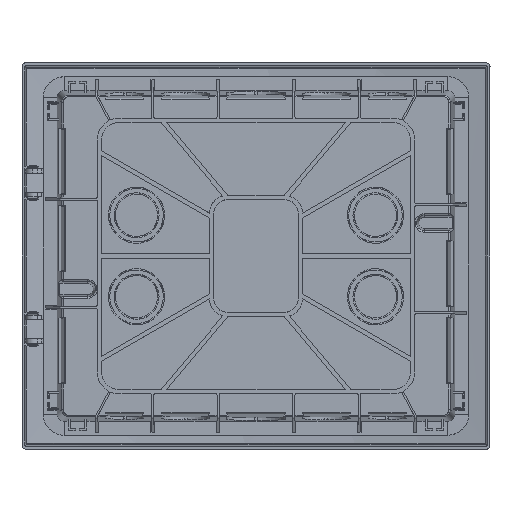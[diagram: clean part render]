
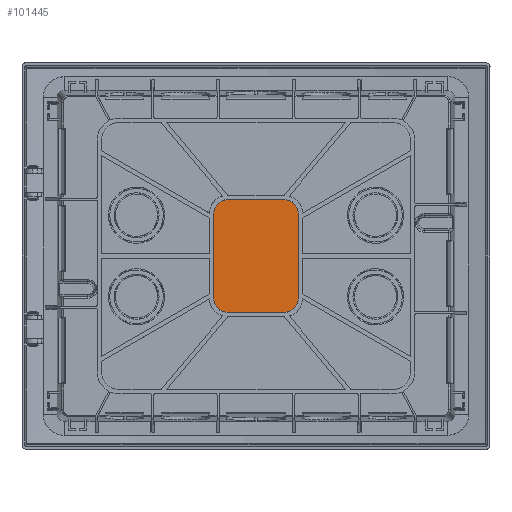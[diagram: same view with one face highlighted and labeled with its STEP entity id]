
A CAD part, front view. The second image highlights one B-rep face of the part: STEP entity #101445.
In plain terms, the highlighted planar face has unit normal (0, -1, 0).
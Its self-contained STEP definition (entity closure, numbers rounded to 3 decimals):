
#9991 = B_SPLINE_CURVE_WITH_KNOTS ( 'NONE', 3,
 ( #109588, #109583, #109519, #109592, #109594, #109596, #109598, #109599, #109601, #109603 ),
 .UNSPECIFIED., .F., .F.,
 ( 4, 2, 2, 2, 4 ),
 ( 0., 0.25, 0.5, 0.75, 1. ),
 .UNSPECIFIED. ) ;
#9995 = B_SPLINE_CURVE_WITH_KNOTS ( 'NONE', 3,
 ( #109568, #109563, #109561, #109570, #109571, #109573, #109575, #109576, #109578, #109580 ),
 .UNSPECIFIED., .F., .F.,
 ( 4, 2, 2, 2, 4 ),
 ( 0., 0.25, 0.5, 0.75, 1. ),
 .UNSPECIFIED. ) ;
#10002 = B_SPLINE_CURVE_WITH_KNOTS ( 'NONE', 3,
 ( #109545, #109541, #109538, #109547, #109549, #109550, #109552, #109554, #109555, #109557 ),
 .UNSPECIFIED., .F., .F.,
 ( 4, 2, 2, 2, 4 ),
 ( 0., 0.25, 0.5, 0.75, 1. ),
 .UNSPECIFIED. ) ;
#10004 = B_SPLINE_CURVE_WITH_KNOTS ( 'NONE', 3,
 ( #109520, #109513, #109509, #109524, #109525, #109527, #109529, #109531, #109532, #109534 ),
 .UNSPECIFIED., .F., .F.,
 ( 4, 2, 2, 2, 4 ),
 ( 0., 0.25, 0.5, 0.75, 1. ),
 .UNSPECIFIED. ) ;
#26097 = EDGE_CURVE ( 'NONE', #93045, #93048, #10004, .T. ) ;
#26098 = EDGE_CURVE ( 'NONE', #93049, #93045, #107263, .T. ) ;
#26099 = EDGE_CURVE ( 'NONE', #93055, #93049, #10002, .T. ) ;
#26100 = EDGE_CURVE ( 'NONE', #93055, #93061, #107259, .T. ) ;
#26101 = EDGE_CURVE ( 'NONE', #93053, #93061, #9995, .T. ) ;
#26102 = EDGE_CURVE ( 'NONE', #93053, #93064, #107268, .T. ) ;
#26103 = EDGE_CURVE ( 'NONE', #93059, #93064, #9991, .T. ) ;
#26104 = EDGE_CURVE ( 'NONE', #93048, #93059, #107276, .T. ) ;
#68285 = CARTESIAN_POINT ( 'NONE',  ( -20.5, -75.5, -40. ) ) ;
#68287 = CARTESIAN_POINT ( 'NONE',  ( -30., -75.5, -30.5 ) ) ;
#68289 = CARTESIAN_POINT ( 'NONE',  ( 20.5, -75.5, -40. ) ) ;
#68293 = CARTESIAN_POINT ( 'NONE',  ( 20.5, -75.5, 40. ) ) ;
#68295 = CARTESIAN_POINT ( 'NONE',  ( 30., -75.5, -30.5 ) ) ;
#68298 = CARTESIAN_POINT ( 'NONE',  ( -30., -75.5, 30.5 ) ) ;
#68300 = CARTESIAN_POINT ( 'NONE',  ( 30., -75.5, 30.5 ) ) ;
#68304 = CARTESIAN_POINT ( 'NONE',  ( -20.5, -75.5, 40. ) ) ;
#86905 = FACE_OUTER_BOUND ( 'NONE', #95324, .T. ) ;
#93045 = VERTEX_POINT ( 'NONE', #68285 ) ;
#93048 = VERTEX_POINT ( 'NONE', #68287 ) ;
#93049 = VERTEX_POINT ( 'NONE', #68289 ) ;
#93053 = VERTEX_POINT ( 'NONE', #68293 ) ;
#93055 = VERTEX_POINT ( 'NONE', #68295 ) ;
#93059 = VERTEX_POINT ( 'NONE', #68298 ) ;
#93061 = VERTEX_POINT ( 'NONE', #68300 ) ;
#93064 = VERTEX_POINT ( 'NONE', #68304 ) ;
#95324 = EDGE_LOOP ( 'NONE', ( #124719, #124722, #124725, #124730, #124735, #124738, #124741, #124745 ) ) ;
#101408 = AXIS2_PLACEMENT_3D ( 'NONE', #109935, #109953, #109955 ) ;
#101445 = ADVANCED_FACE ( 'NONE', ( #86905 ), #109950, .F. ) ;
#107259 = LINE ( 'NONE', #109542, #107270 ) ;
#107263 = LINE ( 'NONE', #109522, #107267 ) ;
#107267 = VECTOR ( 'NONE', #109536, 1000. ) ;
#107268 = LINE ( 'NONE', #109565, #107274 ) ;
#107270 = VECTOR ( 'NONE', #109559, 1000. ) ;
#107274 = VECTOR ( 'NONE', #109582, 1000. ) ;
#107276 = LINE ( 'NONE', #109590, #107278 ) ;
#107278 = VECTOR ( 'NONE', #109605, 1000. ) ;
#109509 = CARTESIAN_POINT ( 'NONE',  ( -22.987, -75.5, -39.753 ) ) ;
#109513 = CARTESIAN_POINT ( 'NONE',  ( -21.744, -75.5, -40. ) ) ;
#109519 = CARTESIAN_POINT ( 'NONE',  ( -29.753, -75.5, 32.987 ) ) ;
#109520 = CARTESIAN_POINT ( 'NONE',  ( -20.5, -75.5, -40. ) ) ;
#109522 = CARTESIAN_POINT ( 'NONE',  ( 0., -75.5, -40. ) ) ;
#109524 = CARTESIAN_POINT ( 'NONE',  ( -25.284, -75.5, -38.801 ) ) ;
#109525 = CARTESIAN_POINT ( 'NONE',  ( -26.338, -75.5, -38.097 ) ) ;
#109527 = CARTESIAN_POINT ( 'NONE',  ( -28.097, -75.5, -36.338 ) ) ;
#109529 = CARTESIAN_POINT ( 'NONE',  ( -28.801, -75.5, -35.284 ) ) ;
#109531 = CARTESIAN_POINT ( 'NONE',  ( -29.753, -75.5, -32.987 ) ) ;
#109532 = CARTESIAN_POINT ( 'NONE',  ( -30., -75.5, -31.744 ) ) ;
#109534 = CARTESIAN_POINT ( 'NONE',  ( -30., -75.5, -30.5 ) ) ;
#109536 = DIRECTION ( 'NONE',  ( -1., 0., 0. ) ) ;
#109538 = CARTESIAN_POINT ( 'NONE',  ( 29.753, -75.5, -32.987 ) ) ;
#109541 = CARTESIAN_POINT ( 'NONE',  ( 30., -75.5, -31.744 ) ) ;
#109542 = CARTESIAN_POINT ( 'NONE',  ( 30., -75.5, 0. ) ) ;
#109545 = CARTESIAN_POINT ( 'NONE',  ( 30., -75.5, -30.5 ) ) ;
#109547 = CARTESIAN_POINT ( 'NONE',  ( 28.801, -75.5, -35.284 ) ) ;
#109549 = CARTESIAN_POINT ( 'NONE',  ( 28.097, -75.5, -36.338 ) ) ;
#109550 = CARTESIAN_POINT ( 'NONE',  ( 26.338, -75.5, -38.097 ) ) ;
#109552 = CARTESIAN_POINT ( 'NONE',  ( 25.284, -75.5, -38.801 ) ) ;
#109554 = CARTESIAN_POINT ( 'NONE',  ( 22.987, -75.5, -39.753 ) ) ;
#109555 = CARTESIAN_POINT ( 'NONE',  ( 21.744, -75.5, -40. ) ) ;
#109557 = CARTESIAN_POINT ( 'NONE',  ( 20.5, -75.5, -40. ) ) ;
#109559 = DIRECTION ( 'NONE',  ( 0., 0., 1. ) ) ;
#109561 = CARTESIAN_POINT ( 'NONE',  ( 22.987, -75.5, 39.753 ) ) ;
#109563 = CARTESIAN_POINT ( 'NONE',  ( 21.744, -75.5, 40. ) ) ;
#109565 = CARTESIAN_POINT ( 'NONE',  ( 0., -75.5, 40. ) ) ;
#109568 = CARTESIAN_POINT ( 'NONE',  ( 20.5, -75.5, 40. ) ) ;
#109570 = CARTESIAN_POINT ( 'NONE',  ( 25.284, -75.5, 38.801 ) ) ;
#109571 = CARTESIAN_POINT ( 'NONE',  ( 26.338, -75.5, 38.097 ) ) ;
#109573 = CARTESIAN_POINT ( 'NONE',  ( 28.097, -75.5, 36.338 ) ) ;
#109575 = CARTESIAN_POINT ( 'NONE',  ( 28.801, -75.5, 35.284 ) ) ;
#109576 = CARTESIAN_POINT ( 'NONE',  ( 29.753, -75.5, 32.987 ) ) ;
#109578 = CARTESIAN_POINT ( 'NONE',  ( 30., -75.5, 31.744 ) ) ;
#109580 = CARTESIAN_POINT ( 'NONE',  ( 30., -75.5, 30.5 ) ) ;
#109582 = DIRECTION ( 'NONE',  ( -1., 0., 0. ) ) ;
#109583 = CARTESIAN_POINT ( 'NONE',  ( -30., -75.5, 31.744 ) ) ;
#109588 = CARTESIAN_POINT ( 'NONE',  ( -30., -75.5, 30.5 ) ) ;
#109590 = CARTESIAN_POINT ( 'NONE',  ( -30., -75.5, 0. ) ) ;
#109592 = CARTESIAN_POINT ( 'NONE',  ( -28.801, -75.5, 35.284 ) ) ;
#109594 = CARTESIAN_POINT ( 'NONE',  ( -28.097, -75.5, 36.338 ) ) ;
#109596 = CARTESIAN_POINT ( 'NONE',  ( -26.338, -75.5, 38.097 ) ) ;
#109598 = CARTESIAN_POINT ( 'NONE',  ( -25.284, -75.5, 38.801 ) ) ;
#109599 = CARTESIAN_POINT ( 'NONE',  ( -22.987, -75.5, 39.753 ) ) ;
#109601 = CARTESIAN_POINT ( 'NONE',  ( -21.744, -75.5, 40. ) ) ;
#109603 = CARTESIAN_POINT ( 'NONE',  ( -20.5, -75.5, 40. ) ) ;
#109605 = DIRECTION ( 'NONE',  ( 0., 0., 1. ) ) ;
#109935 = CARTESIAN_POINT ( 'NONE',  ( 31.2, -75.5, -41.6 ) ) ;
#109950 = PLANE ( 'NONE',  #101408 ) ;
#109953 = DIRECTION ( 'NONE',  ( 0., 1., 0. ) ) ;
#109955 = DIRECTION ( 'NONE',  ( -1., 0., 0. ) ) ;
#124719 = ORIENTED_EDGE ( 'NONE', *, *, #26097, .F. ) ;
#124722 = ORIENTED_EDGE ( 'NONE', *, *, #26098, .F. ) ;
#124725 = ORIENTED_EDGE ( 'NONE', *, *, #26099, .F. ) ;
#124730 = ORIENTED_EDGE ( 'NONE', *, *, #26100, .T. ) ;
#124735 = ORIENTED_EDGE ( 'NONE', *, *, #26101, .F. ) ;
#124738 = ORIENTED_EDGE ( 'NONE', *, *, #26102, .T. ) ;
#124741 = ORIENTED_EDGE ( 'NONE', *, *, #26103, .F. ) ;
#124745 = ORIENTED_EDGE ( 'NONE', *, *, #26104, .F. ) ;
